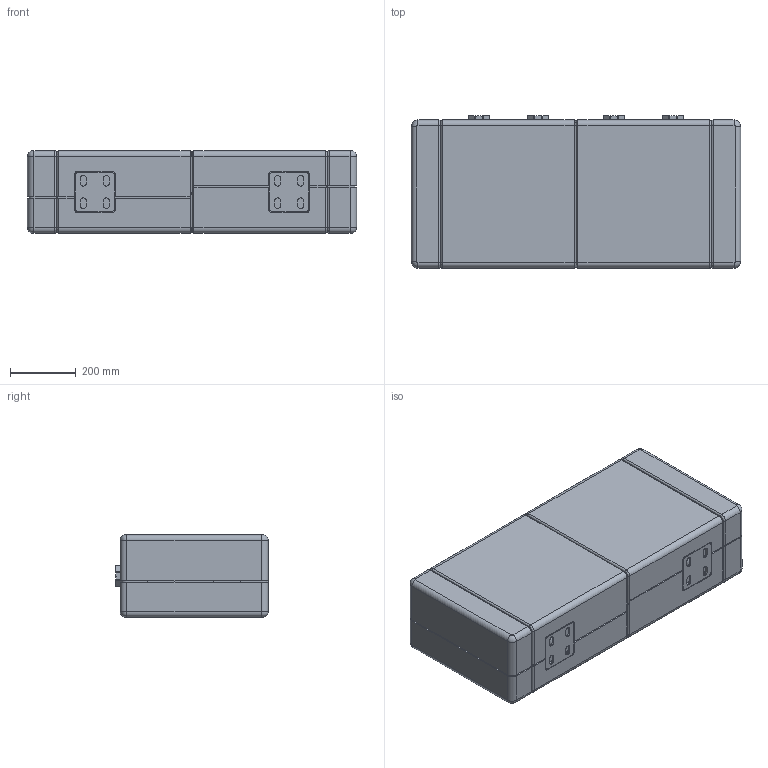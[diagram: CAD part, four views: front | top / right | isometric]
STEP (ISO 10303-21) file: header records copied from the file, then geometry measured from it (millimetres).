
FILE_DESCRIPTION (( 'STEP AP203' ), '1' );
FILE_NAME ('HKV50-2.STEP', '2022-12-05T13:50:12', ( '' ), ( '' ), 'SwSTEP 2.0', 'SolidWorks 2021', '' );
FILE_SCHEMA (( 'CONFIG_CONTROL_DESIGN' ));
Length unit declared in the file: millimetre
Products named in the file (1): HKV50-2
Bounding box: 1000 x 463 x 250 mm (x, y, z)
Volume: 91598424.5 mm3; surface area: 4288301.2 mm2
Topology: 11 solids, 11 shells, 1511 faces, 3678 edges, 2291 vertices
Faces by surface type: cylinder 626, plane 584, cone 217, bspline 76, torus 8
Entity records: 47764 total; most frequent: CARTESIAN_POINT 12201, DIRECTION 7629, ORIENTED_EDGE 7284, EDGE_CURVE 3642, AXIS2_PLACEMENT_3D 2941, VERTEX_POINT 2281, LINE 1747, VECTOR 1747
